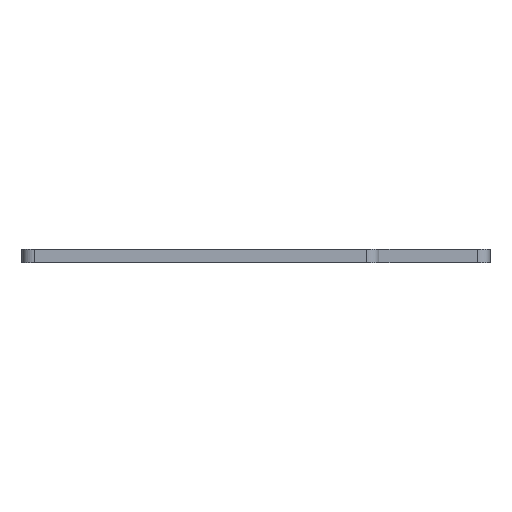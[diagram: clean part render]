
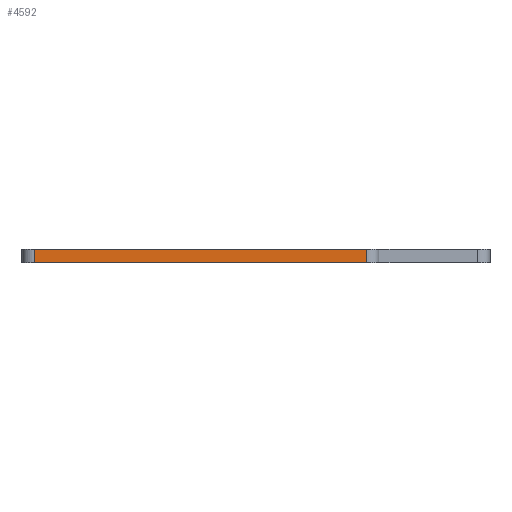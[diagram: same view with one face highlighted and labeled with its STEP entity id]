
A CAD part, left-side view. The second image highlights one B-rep face of the part: STEP entity #4592.
In plain terms, the highlighted planar face has unit normal (-1, 0, 0).
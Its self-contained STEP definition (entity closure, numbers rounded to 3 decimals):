
#277=FACE_OUTER_BOUND('',#494,.T.);
#494=EDGE_LOOP('',(#3865,#3866,#3867,#3868));
#1163=LINE('',#7209,#1798);
#1164=LINE('',#7212,#1799);
#1165=LINE('',#7214,#1800);
#1166=LINE('',#7215,#1801);
#1798=VECTOR('',#5912,10.);
#1799=VECTOR('',#5915,10.);
#1800=VECTOR('',#5916,10.);
#1801=VECTOR('',#5917,10.);
#2228=VERTEX_POINT('',#7205);
#2229=VERTEX_POINT('',#7207);
#2230=VERTEX_POINT('',#7211);
#2231=VERTEX_POINT('',#7213);
#2871=EDGE_CURVE('',#2228,#2229,#1163,.T.);
#2872=EDGE_CURVE('',#2228,#2230,#1164,.T.);
#2873=EDGE_CURVE('',#2231,#2229,#1165,.T.);
#2874=EDGE_CURVE('',#2230,#2231,#1166,.T.);
#3865=ORIENTED_EDGE('',*,*,#2872,.F.);
#3866=ORIENTED_EDGE('',*,*,#2871,.T.);
#3867=ORIENTED_EDGE('',*,*,#2873,.F.);
#3868=ORIENTED_EDGE('',*,*,#2874,.F.);
#4376=PLANE('',#4831);
#4592=ADVANCED_FACE('',(#277),#4376,.T.);
#4831=AXIS2_PLACEMENT_3D('',#7210,#5913,#5914);
#5912=DIRECTION('',(0.,0.,1.));
#5913=DIRECTION('center_axis',(-1.,0.,0.));
#5914=DIRECTION('ref_axis',(0.,-1.,0.));
#5915=DIRECTION('',(0.,1.,0.));
#5916=DIRECTION('',(0.,-1.,0.));
#5917=DIRECTION('',(0.,0.,1.));
#7205=CARTESIAN_POINT('',(-106.,24.28,11.5));
#7207=CARTESIAN_POINT('',(-106.,24.28,13.7));
#7209=CARTESIAN_POINT('',(-106.,24.28,11.5));
#7210=CARTESIAN_POINT('Origin',(-106.,79.,11.5));
#7211=CARTESIAN_POINT('',(-106.,79.,11.5));
#7212=CARTESIAN_POINT('',(-106.,24.28,11.5));
#7213=CARTESIAN_POINT('',(-106.,79.,13.7));
#7214=CARTESIAN_POINT('',(-106.,24.28,13.7));
#7215=CARTESIAN_POINT('',(-106.,79.,11.5));
